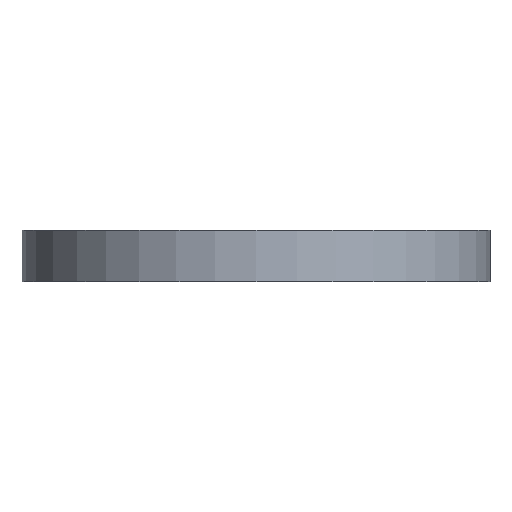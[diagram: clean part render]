
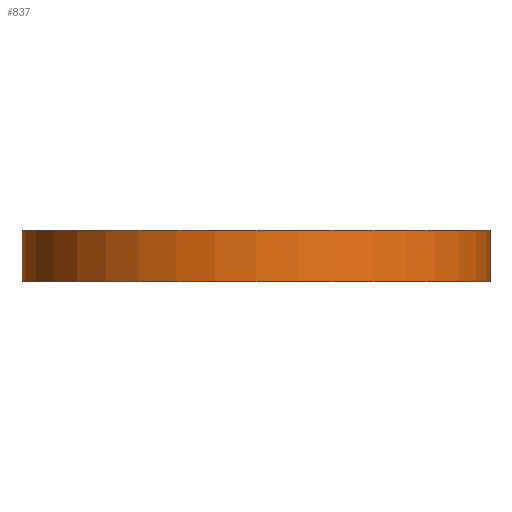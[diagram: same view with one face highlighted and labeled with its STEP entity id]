
A CAD part, front view. The second image highlights one B-rep face of the part: STEP entity #837.
In plain terms, the highlighted cylindrical face has radius 50 mm (diameter 100 mm), a partial arc.
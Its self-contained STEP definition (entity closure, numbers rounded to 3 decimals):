
#38 = CARTESIAN_POINT ( 'NONE',  ( 50., 0., 12. ) ) ;
#51 = DIRECTION ( 'NONE',  ( 0., 0., -1. ) ) ;
#101 = FACE_OUTER_BOUND ( 'NONE', #714, .T. ) ;
#120 = CARTESIAN_POINT ( 'NONE',  ( -50., 0., 0. ) ) ;
#143 = VERTEX_POINT ( 'NONE', #1033 ) ;
#150 = DIRECTION ( 'NONE',  ( -1., 0., 0. ) ) ;
#238 = CARTESIAN_POINT ( 'NONE',  ( -50., 0., 12. ) ) ;
#246 = VERTEX_POINT ( 'NONE', #1207 ) ;
#248 = ORIENTED_EDGE ( 'NONE', *, *, #536, .F. ) ;
#283 = ORIENTED_EDGE ( 'NONE', *, *, #1115, .T. ) ;
#379 = LINE ( 'NONE', #38, #631 ) ;
#424 = DIRECTION ( 'NONE',  ( 0., 0., -1. ) ) ;
#481 = DIRECTION ( 'NONE',  ( 0., 0., 1. ) ) ;
#482 = AXIS2_PLACEMENT_3D ( 'NONE', #516, #1190, #617 ) ;
#516 = CARTESIAN_POINT ( 'NONE',  ( 0., 0., 0. ) ) ;
#528 = VERTEX_POINT ( 'NONE', #120 ) ;
#532 = CIRCLE ( 'NONE', #482, 50. ) ;
#536 = EDGE_CURVE ( 'NONE', #143, #926, #968, .T. ) ;
#596 = CYLINDRICAL_SURFACE ( 'NONE', #741, 50. ) ;
#601 = CARTESIAN_POINT ( 'NONE',  ( 50., 0., 11. ) ) ;
#607 = DIRECTION ( 'NONE',  ( 0., 0., -1. ) ) ;
#614 = LINE ( 'NONE', #238, #1125 ) ;
#617 = DIRECTION ( 'NONE',  ( -1., 0., 0. ) ) ;
#631 = VECTOR ( 'NONE', #51, 1000. ) ;
#705 = CARTESIAN_POINT ( 'NONE',  ( 0., 0., 12. ) ) ;
#714 = EDGE_LOOP ( 'NONE', ( #1103, #248, #283, #786 ) ) ;
#741 = AXIS2_PLACEMENT_3D ( 'NONE', #705, #424, #150 ) ;
#786 = ORIENTED_EDGE ( 'NONE', *, *, #833, .T. ) ;
#833 = EDGE_CURVE ( 'NONE', #528, #246, #532, .T. ) ;
#837 = ADVANCED_FACE ( 'NONE', ( #101 ), #596, .T. ) ;
#868 = EDGE_CURVE ( 'NONE', #926, #246, #379, .T. ) ;
#926 = VERTEX_POINT ( 'NONE', #601 ) ;
#968 = CIRCLE ( 'NONE', #1191, 50. ) ;
#1033 = CARTESIAN_POINT ( 'NONE',  ( -50., 0., 11. ) ) ;
#1060 = DIRECTION ( 'NONE',  ( 1., 0., 0. ) ) ;
#1103 = ORIENTED_EDGE ( 'NONE', *, *, #868, .F. ) ;
#1115 = EDGE_CURVE ( 'NONE', #143, #528, #614, .T. ) ;
#1125 = VECTOR ( 'NONE', #607, 1000. ) ;
#1156 = CARTESIAN_POINT ( 'NONE',  ( 0., 0., 11. ) ) ;
#1190 = DIRECTION ( 'NONE',  ( 0., 0., 1. ) ) ;
#1191 = AXIS2_PLACEMENT_3D ( 'NONE', #1156, #481, #1060 ) ;
#1207 = CARTESIAN_POINT ( 'NONE',  ( 50., 0., 0. ) ) ;
